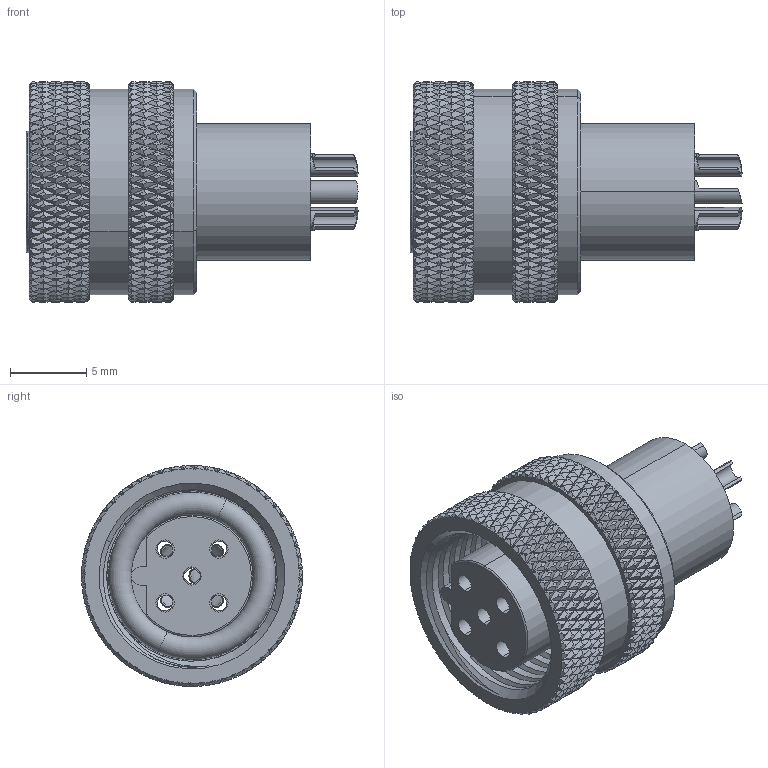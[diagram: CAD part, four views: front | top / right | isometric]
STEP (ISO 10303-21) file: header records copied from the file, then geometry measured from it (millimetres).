
FILE_DESCRIPTION (( 'STEP AP203' ), '1' );
FILE_NAME ('50-01018A.STEP', '2023-02-03T21:46:42', ( '' ), ( '' ), 'SwSTEP 2.0', 'SolidWorks 2021', '' );
FILE_SCHEMA (( 'CONFIG_CONTROL_DESIGN' ));
Length unit declared in the file: millimetre
Products named in the file (5): 50-01018A; 50-01018-02___; 50-01018-03___; 50-01018-04___; 50-01018-01___
Assembly tree (8 placements, depth 2):
  50-01018A
    50-01018-01___
    50-01018-02___
    50-01018-03___  x5
    50-01018-04___
Bounding box: 21.8 x 14.5 x 14.5 mm (x, y, z)
Volume: 1662.3 mm3; surface area: 3367.8 mm2
Topology: 8 solids, 8 shells, 3103 faces, 9061 edges, 5993 vertices
Faces by surface type: bspline 1592, cylinder 724, cone 535, plane 155, torus 97
Entity records: 480448 total; most frequent: CARTESIAN_POINT 427046, ORIENTED_EDGE 16386, EDGE_CURVE 8193, B_SPLINE_CURVE_WITH_KNOTS 5516, VERTEX_POINT 5449, DIRECTION 4247, EDGE_LOOP 2790, ADVANCED_FACE 2763
